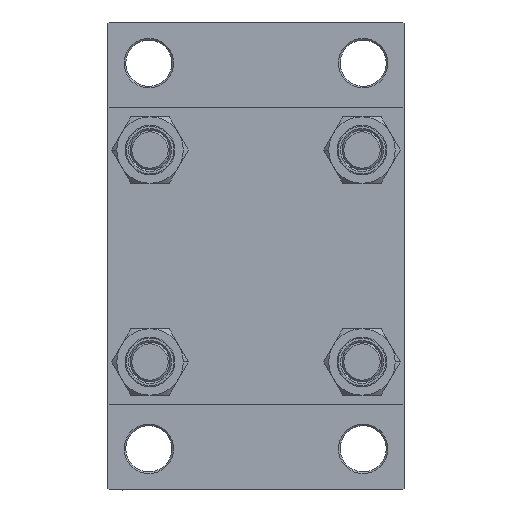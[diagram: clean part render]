
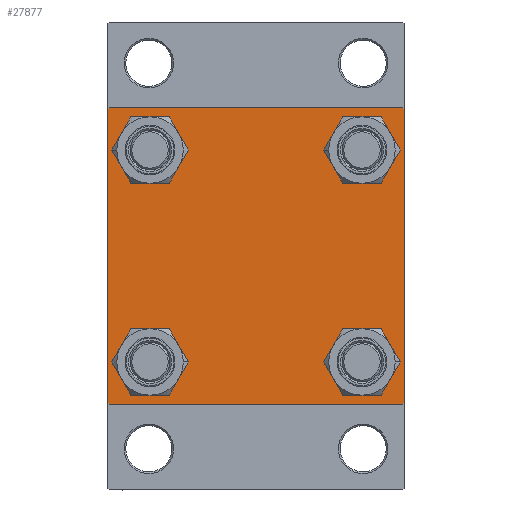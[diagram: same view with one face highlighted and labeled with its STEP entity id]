
A CAD part, left-side view. The second image highlights one B-rep face of the part: STEP entity #27877.
In plain terms, the highlighted planar face has unit normal (-1, 0, 0).
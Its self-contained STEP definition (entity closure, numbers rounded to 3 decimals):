
#66 = ORIENTED_EDGE ( 'NONE', *, *, #3464, .F. ) ;
#80 = CARTESIAN_POINT ( 'NONE',  ( 0., -45., 44.5 ) ) ;
#279 = AXIS2_PLACEMENT_3D ( 'NONE', #39109, #20418, #24494 ) ;
#489 = CIRCLE ( 'NONE', #1245, 6.5 ) ;
#681 = EDGE_LOOP ( 'NONE', ( #27576, #42761 ) ) ;
#897 = CARTESIAN_POINT ( 'NONE',  ( 0., 32.15, 38.65 ) ) ;
#1088 = VERTEX_POINT ( 'NONE', #13968 ) ;
#1245 = AXIS2_PLACEMENT_3D ( 'NONE', #34853, #1778, #16884 ) ;
#1308 = VECTOR ( 'NONE', #36597, 1000. ) ;
#1447 = CARTESIAN_POINT ( 'NONE',  ( 0., 32.15, -32.15 ) ) ;
#1778 = DIRECTION ( 'NONE',  ( 1., 0., 0. ) ) ;
#1804 = DIRECTION ( 'NONE',  ( 0., 0.707, 0.707 ) ) ;
#2330 = EDGE_LOOP ( 'NONE', ( #38005, #9958 ) ) ;
#2363 = CARTESIAN_POINT ( 'NONE',  ( 0., -44.5, -45. ) ) ;
#2472 = EDGE_CURVE ( 'NONE', #41356, #8148, #47239, .T. ) ;
#2915 = PLANE ( 'NONE',  #279 ) ;
#3271 = CARTESIAN_POINT ( 'NONE',  ( 0., 32.15, 32.15 ) ) ;
#3464 = EDGE_CURVE ( 'NONE', #37467, #28152, #23746, .T. ) ;
#3528 = DIRECTION ( 'NONE',  ( 0., -0.707, 0.707 ) ) ;
#3593 = CIRCLE ( 'NONE', #7322, 6.5 ) ;
#3600 = CIRCLE ( 'NONE', #7439, 6.5 ) ;
#5292 = VECTOR ( 'NONE', #18441, 1000. ) ;
#6114 = AXIS2_PLACEMENT_3D ( 'NONE', #30508, #26669, #23303 ) ;
#6744 = FACE_BOUND ( 'NONE', #2330, .T. ) ;
#7051 = CIRCLE ( 'NONE', #33853, 6.5 ) ;
#7060 = EDGE_CURVE ( 'NONE', #32860, #42616, #18140, .T. ) ;
#7154 = EDGE_CURVE ( 'NONE', #40885, #15135, #3600, .T. ) ;
#7322 = AXIS2_PLACEMENT_3D ( 'NONE', #19240, #33384, #36492 ) ;
#7439 = AXIS2_PLACEMENT_3D ( 'NONE', #3271, #10922, #21713 ) ;
#7475 = DIRECTION ( 'NONE',  ( 0., -0.707, -0.707 ) ) ;
#8148 = VERTEX_POINT ( 'NONE', #47145 ) ;
#8165 = DIRECTION ( 'NONE',  ( 1., 0., 0. ) ) ;
#9813 = ORIENTED_EDGE ( 'NONE', *, *, #39941, .T. ) ;
#9958 = ORIENTED_EDGE ( 'NONE', *, *, #24915, .T. ) ;
#10329 = FACE_OUTER_BOUND ( 'NONE', #20119, .T. ) ;
#10335 = VERTEX_POINT ( 'NONE', #37697 ) ;
#10887 = DIRECTION ( 'NONE',  ( 1., 0., 0. ) ) ;
#10922 = DIRECTION ( 'NONE',  ( 1., 0., 0. ) ) ;
#10953 = LINE ( 'NONE', #35901, #28292 ) ;
#11386 = VECTOR ( 'NONE', #7475, 1000. ) ;
#11501 = CARTESIAN_POINT ( 'NONE',  ( 0., 45., 45. ) ) ;
#11705 = DIRECTION ( 'NONE',  ( 1., 0., 0. ) ) ;
#12434 = EDGE_CURVE ( 'NONE', #35623, #42422, #10953, .T. ) ;
#13269 = EDGE_CURVE ( 'NONE', #17944, #1088, #42817, .T. ) ;
#13376 = DIRECTION ( 'NONE',  ( 1., 0., 0. ) ) ;
#13529 = LINE ( 'NONE', #34650, #19896 ) ;
#13968 = CARTESIAN_POINT ( 'NONE',  ( 0., -32.15, -38.65 ) ) ;
#14323 = DIRECTION ( 'NONE',  ( 0., 0., -1. ) ) ;
#15025 = CARTESIAN_POINT ( 'NONE',  ( 0., -44.75, -44.75 ) ) ;
#15077 = LINE ( 'NONE', #47451, #5292 ) ;
#15135 = VERTEX_POINT ( 'NONE', #45285 ) ;
#15639 = CARTESIAN_POINT ( 'NONE',  ( 0., 45., 44.5 ) ) ;
#15947 = EDGE_CURVE ( 'NONE', #41356, #35623, #15077, .T. ) ;
#16553 = EDGE_CURVE ( 'NONE', #10335, #19080, #39726, .T. ) ;
#16796 = AXIS2_PLACEMENT_3D ( 'NONE', #1447, #8165, #30700 ) ;
#16884 = DIRECTION ( 'NONE',  ( 0., 0., 1. ) ) ;
#17500 = CARTESIAN_POINT ( 'NONE',  ( 0., -45., 45. ) ) ;
#17869 = EDGE_CURVE ( 'NONE', #37467, #8148, #13529, .T. ) ;
#17944 = VERTEX_POINT ( 'NONE', #38699 ) ;
#18140 = CIRCLE ( 'NONE', #44949, 6.5 ) ;
#18441 = DIRECTION ( 'NONE',  ( 0., 0.707, -0.707 ) ) ;
#19080 = VERTEX_POINT ( 'NONE', #29910 ) ;
#19240 = CARTESIAN_POINT ( 'NONE',  ( 0., -32.15, -32.15 ) ) ;
#19896 = VECTOR ( 'NONE', #1804, 1000. ) ;
#20119 = EDGE_LOOP ( 'NONE', ( #35396, #44818, #9813, #27402, #66, #35089, #30353, #26129 ) ) ;
#20418 = DIRECTION ( 'NONE',  ( -1., 0., 0. ) ) ;
#21201 = CARTESIAN_POINT ( 'NONE',  ( 0., -32.15, 38.65 ) ) ;
#21266 = DIRECTION ( 'NONE',  ( 0., 0., 1. ) ) ;
#21445 = EDGE_CURVE ( 'NONE', #33171, #28152, #33246, .T. ) ;
#21713 = DIRECTION ( 'NONE',  ( 0., 0., 1. ) ) ;
#21805 = DIRECTION ( 'NONE',  ( 0., -1., 0. ) ) ;
#21835 = VECTOR ( 'NONE', #35932, 1000. ) ;
#22736 = DIRECTION ( 'NONE',  ( 0., 0., 1. ) ) ;
#22760 = AXIS2_PLACEMENT_3D ( 'NONE', #36293, #10887, #47344 ) ;
#23303 = DIRECTION ( 'NONE',  ( 0., 0., 1. ) ) ;
#23746 = LINE ( 'NONE', #17500, #21835 ) ;
#24494 = DIRECTION ( 'NONE',  ( 0., 0., 1. ) ) ;
#24915 = EDGE_CURVE ( 'NONE', #19080, #10335, #7051, .T. ) ;
#24956 = FACE_BOUND ( 'NONE', #681, .T. ) ;
#26129 = ORIENTED_EDGE ( 'NONE', *, *, #15947, .T. ) ;
#26669 = DIRECTION ( 'NONE',  ( 1., 0., 0. ) ) ;
#27402 = ORIENTED_EDGE ( 'NONE', *, *, #21445, .T. ) ;
#27576 = ORIENTED_EDGE ( 'NONE', *, *, #13269, .T. ) ;
#27877 = ADVANCED_FACE ( 'NONE', ( #42706, #24956, #6744, #43179, #10329 ), #2915, .T. ) ;
#28152 = VERTEX_POINT ( 'NONE', #29985 ) ;
#28292 = VECTOR ( 'NONE', #14323, 1000. ) ;
#28707 = CARTESIAN_POINT ( 'NONE',  ( 0., 45., -45. ) ) ;
#28736 = ORIENTED_EDGE ( 'NONE', *, *, #40298, .T. ) ;
#29283 = CARTESIAN_POINT ( 'NONE',  ( 0., 44.75, -44.75 ) ) ;
#29910 = CARTESIAN_POINT ( 'NONE',  ( 0., 32.15, -38.65 ) ) ;
#29985 = CARTESIAN_POINT ( 'NONE',  ( 0., -45., -44.5 ) ) ;
#30239 = ORIENTED_EDGE ( 'NONE', *, *, #34623, .T. ) ;
#30353 = ORIENTED_EDGE ( 'NONE', *, *, #2472, .F. ) ;
#30508 = CARTESIAN_POINT ( 'NONE',  ( 0., -32.15, -32.15 ) ) ;
#30700 = DIRECTION ( 'NONE',  ( 0., 0., 1. ) ) ;
#31873 = EDGE_LOOP ( 'NONE', ( #39832, #28736 ) ) ;
#32310 = CARTESIAN_POINT ( 'NONE',  ( 0., 32.15, -32.15 ) ) ;
#32860 = VERTEX_POINT ( 'NONE', #42084 ) ;
#33171 = VERTEX_POINT ( 'NONE', #2363 ) ;
#33246 = LINE ( 'NONE', #15025, #37581 ) ;
#33307 = CARTESIAN_POINT ( 'NONE',  ( 0., 44.5, -45. ) ) ;
#33384 = DIRECTION ( 'NONE',  ( 1., 0., 0. ) ) ;
#33503 = CIRCLE ( 'NONE', #22760, 6.5 ) ;
#33853 = AXIS2_PLACEMENT_3D ( 'NONE', #32310, #13376, #21266 ) ;
#34623 = EDGE_CURVE ( 'NONE', #42616, #32860, #489, .T. ) ;
#34650 = CARTESIAN_POINT ( 'NONE',  ( 0., -44.75, 44.75 ) ) ;
#34853 = CARTESIAN_POINT ( 'NONE',  ( 0., -32.15, 32.15 ) ) ;
#35089 = ORIENTED_EDGE ( 'NONE', *, *, #17869, .T. ) ;
#35396 = ORIENTED_EDGE ( 'NONE', *, *, #12434, .T. ) ;
#35623 = VERTEX_POINT ( 'NONE', #15639 ) ;
#35901 = CARTESIAN_POINT ( 'NONE',  ( 0., 45., 45. ) ) ;
#35932 = DIRECTION ( 'NONE',  ( 0., 0., -1. ) ) ;
#36293 = CARTESIAN_POINT ( 'NONE',  ( 0., 32.15, 32.15 ) ) ;
#36323 = EDGE_CURVE ( 'NONE', #1088, #17944, #3593, .T. ) ;
#36367 = VECTOR ( 'NONE', #21805, 1000. ) ;
#36492 = DIRECTION ( 'NONE',  ( 0., 0., 1. ) ) ;
#36597 = DIRECTION ( 'NONE',  ( 0., -1., 0. ) ) ;
#37467 = VERTEX_POINT ( 'NONE', #80 ) ;
#37547 = CARTESIAN_POINT ( 'NONE',  ( 0., 45., -44.5 ) ) ;
#37581 = VECTOR ( 'NONE', #3528, 1000. ) ;
#37595 = CARTESIAN_POINT ( 'NONE',  ( 0., -32.15, 32.15 ) ) ;
#37697 = CARTESIAN_POINT ( 'NONE',  ( 0., 32.15, -25.65 ) ) ;
#38005 = ORIENTED_EDGE ( 'NONE', *, *, #16553, .T. ) ;
#38699 = CARTESIAN_POINT ( 'NONE',  ( 0., -32.15, -25.65 ) ) ;
#39109 = CARTESIAN_POINT ( 'NONE',  ( 0., 0., 0. ) ) ;
#39651 = VERTEX_POINT ( 'NONE', #33307 ) ;
#39726 = CIRCLE ( 'NONE', #16796, 6.5 ) ;
#39832 = ORIENTED_EDGE ( 'NONE', *, *, #7154, .T. ) ;
#39941 = EDGE_CURVE ( 'NONE', #39651, #33171, #40183, .T. ) ;
#40183 = LINE ( 'NONE', #28707, #1308 ) ;
#40298 = EDGE_CURVE ( 'NONE', #15135, #40885, #33503, .T. ) ;
#40885 = VERTEX_POINT ( 'NONE', #897 ) ;
#41356 = VERTEX_POINT ( 'NONE', #44558 ) ;
#42084 = CARTESIAN_POINT ( 'NONE',  ( 0., -32.15, 25.65 ) ) ;
#42422 = VERTEX_POINT ( 'NONE', #37547 ) ;
#42534 = ORIENTED_EDGE ( 'NONE', *, *, #7060, .T. ) ;
#42616 = VERTEX_POINT ( 'NONE', #21201 ) ;
#42706 = FACE_BOUND ( 'NONE', #46314, .T. ) ;
#42761 = ORIENTED_EDGE ( 'NONE', *, *, #36323, .T. ) ;
#42817 = CIRCLE ( 'NONE', #6114, 6.5 ) ;
#43179 = FACE_BOUND ( 'NONE', #31873, .T. ) ;
#43846 = EDGE_CURVE ( 'NONE', #42422, #39651, #44612, .T. ) ;
#44558 = CARTESIAN_POINT ( 'NONE',  ( 0., 44.5, 45. ) ) ;
#44612 = LINE ( 'NONE', #29283, #11386 ) ;
#44818 = ORIENTED_EDGE ( 'NONE', *, *, #43846, .T. ) ;
#44949 = AXIS2_PLACEMENT_3D ( 'NONE', #37595, #11705, #22736 ) ;
#45285 = CARTESIAN_POINT ( 'NONE',  ( 0., 32.15, 25.65 ) ) ;
#46314 = EDGE_LOOP ( 'NONE', ( #30239, #42534 ) ) ;
#47145 = CARTESIAN_POINT ( 'NONE',  ( 0., -44.5, 45. ) ) ;
#47239 = LINE ( 'NONE', #11501, #36367 ) ;
#47344 = DIRECTION ( 'NONE',  ( 0., 0., 1. ) ) ;
#47451 = CARTESIAN_POINT ( 'NONE',  ( 0., 44.75, 44.75 ) ) ;
